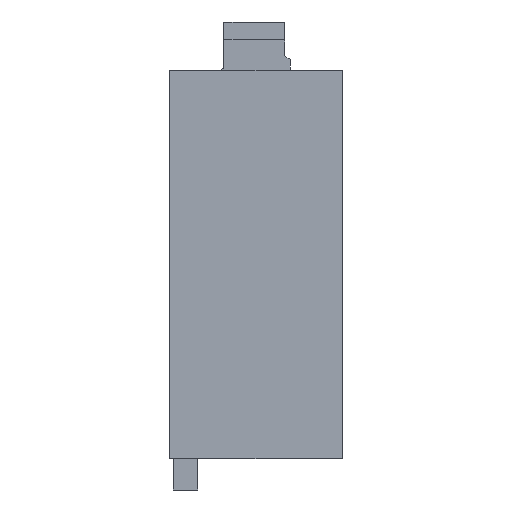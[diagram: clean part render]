
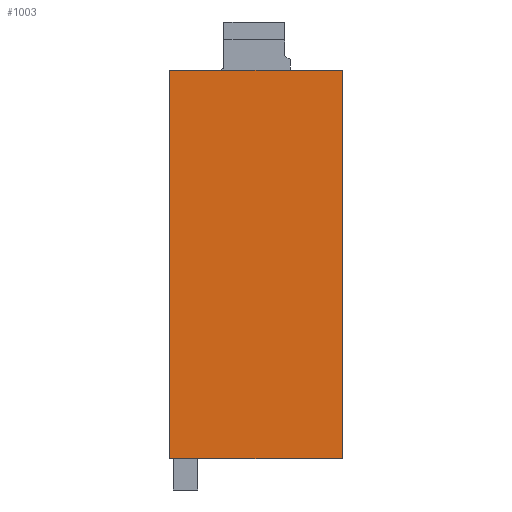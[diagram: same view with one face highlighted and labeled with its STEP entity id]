
A CAD part, front view. The second image highlights one B-rep face of the part: STEP entity #1003.
In plain terms, the highlighted planar face has unit normal (0, -1, 0).
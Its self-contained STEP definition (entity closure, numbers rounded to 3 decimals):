
#31 = VECTOR ( 'NONE', #180, 1000. ) ;
#42 = CARTESIAN_POINT ( 'NONE',  ( -17.785, 0., -39.99 ) ) ;
#45 = DIRECTION ( 'NONE',  ( 0., 0., 1. ) ) ;
#103 = VECTOR ( 'NONE', #105, 1000. ) ;
#105 = DIRECTION ( 'NONE',  ( 1., 0., 0. ) ) ;
#114 = CARTESIAN_POINT ( 'NONE',  ( 17.785, 0., 39.99 ) ) ;
#180 = DIRECTION ( 'NONE',  ( 0., 0., -1. ) ) ;
#198 = EDGE_CURVE ( 'NONE', #247, #218, #204, .T. ) ;
#204 = LINE ( 'NONE', #1327, #103 ) ;
#205 = CARTESIAN_POINT ( 'NONE',  ( 17.785, 0., -39.99 ) ) ;
#218 = VERTEX_POINT ( 'NONE', #114 ) ;
#247 = VERTEX_POINT ( 'NONE', #1024 ) ;
#379 = LINE ( 'NONE', #1405, #941 ) ;
#388 = ORIENTED_EDGE ( 'NONE', *, *, #1377, .F. ) ;
#435 = ORIENTED_EDGE ( 'NONE', *, *, #559, .F. ) ;
#474 = EDGE_LOOP ( 'NONE', ( #939, #807, #435, #388 ) ) ;
#549 = LINE ( 'NONE', #42, #1180 ) ;
#559 = EDGE_CURVE ( 'NONE', #1430, #247, #549, .T. ) ;
#636 = CARTESIAN_POINT ( 'NONE',  ( -17.785, 0., -39.99 ) ) ;
#745 = DIRECTION ( 'NONE',  ( -1., 0., 0. ) ) ;
#807 = ORIENTED_EDGE ( 'NONE', *, *, #198, .F. ) ;
#813 = FACE_OUTER_BOUND ( 'NONE', #474, .T. ) ;
#867 = PLANE ( 'NONE',  #1138 ) ;
#939 = ORIENTED_EDGE ( 'NONE', *, *, #1344, .F. ) ;
#941 = VECTOR ( 'NONE', #745, 1000. ) ;
#1003 = ADVANCED_FACE ( 'NONE', ( #813 ), #867, .F. ) ;
#1011 = VERTEX_POINT ( 'NONE', #205 ) ;
#1024 = CARTESIAN_POINT ( 'NONE',  ( -17.785, 0., 39.99 ) ) ;
#1138 = AXIS2_PLACEMENT_3D ( 'NONE', #1419, #1196, #1310 ) ;
#1180 = VECTOR ( 'NONE', #45, 1000. ) ;
#1196 = DIRECTION ( 'NONE',  ( 0., 1., 0. ) ) ;
#1260 = CARTESIAN_POINT ( 'NONE',  ( 17.785, 0., -39.99 ) ) ;
#1310 = DIRECTION ( 'NONE',  ( 0., 0., 1. ) ) ;
#1327 = CARTESIAN_POINT ( 'NONE',  ( -17.785, 0., 39.99 ) ) ;
#1344 = EDGE_CURVE ( 'NONE', #218, #1011, #1348, .T. ) ;
#1348 = LINE ( 'NONE', #1260, #31 ) ;
#1377 = EDGE_CURVE ( 'NONE', #1011, #1430, #379, .T. ) ;
#1405 = CARTESIAN_POINT ( 'NONE',  ( -17.785, 0., -39.99 ) ) ;
#1419 = CARTESIAN_POINT ( 'NONE',  ( 0., 0., 0. ) ) ;
#1430 = VERTEX_POINT ( 'NONE', #636 ) ;
